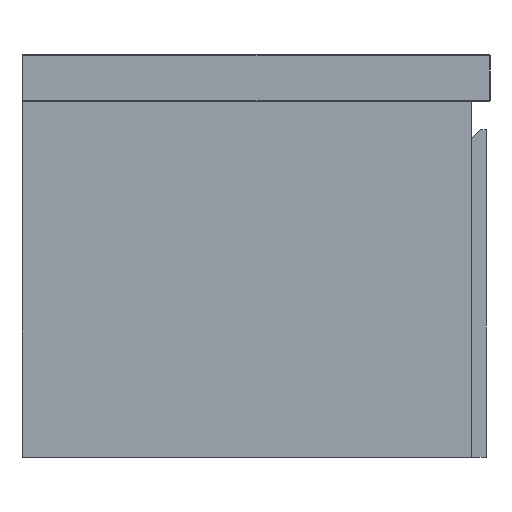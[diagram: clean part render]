
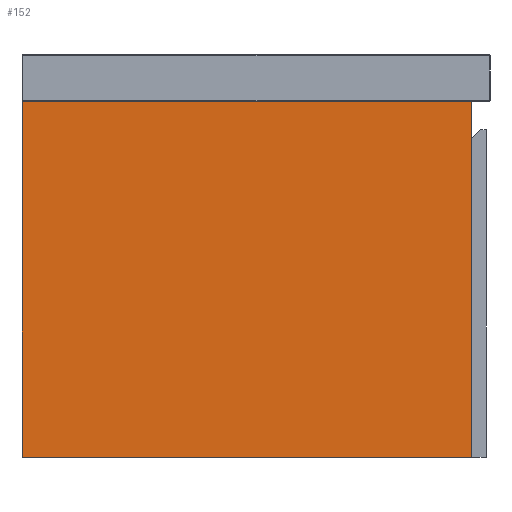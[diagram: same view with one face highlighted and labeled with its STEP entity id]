
A CAD part, left-side view. The second image highlights one B-rep face of the part: STEP entity #152.
In plain terms, the highlighted planar face has unit normal (-1, 0, 0).
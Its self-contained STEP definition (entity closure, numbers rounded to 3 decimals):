
#152=ADVANCED_FACE('',(#211),#886,.T.);
#211=FACE_OUTER_BOUND('',#270,.T.);
#270=EDGE_LOOP('',(#450,#451,#452,#453));
#450=ORIENTED_EDGE('',*,*,#619,.F.);
#451=ORIENTED_EDGE('',*,*,#606,.T.);
#452=ORIENTED_EDGE('',*,*,#617,.T.);
#453=ORIENTED_EDGE('',*,*,#618,.F.);
#606=EDGE_CURVE('',#819,#818,#727,.T.);
#617=EDGE_CURVE('',#818,#826,#738,.T.);
#618=EDGE_CURVE('',#827,#826,#739,.T.);
#619=EDGE_CURVE('',#819,#827,#740,.T.);
#727=B_SPLINE_CURVE_WITH_KNOTS('',1,(#1712,#1713),.UNSPECIFIED.,.F.,.F.,
(2,2),(-380.,0.),.UNSPECIFIED.);
#738=B_SPLINE_CURVE_WITH_KNOTS('',1,(#1734,#1735),.UNSPECIFIED.,.F.,.F.,
(2,2),(-480.,0.),.UNSPECIFIED.);
#739=B_SPLINE_CURVE_WITH_KNOTS('',1,(#1736,#1737),.UNSPECIFIED.,.F.,.F.,
(2,2),(-380.,0.),.UNSPECIFIED.);
#740=B_SPLINE_CURVE_WITH_KNOTS('',1,(#1738,#1739),.UNSPECIFIED.,.F.,.F.,
(2,2),(-480.,0.),.UNSPECIFIED.);
#818=VERTEX_POINT('',#1692);
#819=VERTEX_POINT('',#1693);
#826=VERTEX_POINT('',#1700);
#827=VERTEX_POINT('',#1701);
#886=PLANE('',#1066);
#1066=AXIS2_PLACEMENT_3D('',#1681,#1140,$);
#1140=DIRECTION('',(-1.,0.,0.));
#1681=CARTESIAN_POINT('',(-744.,-228.,528.));
#1692=CARTESIAN_POINT('',(-744.,190.,480.));
#1693=CARTESIAN_POINT('',(-744.,-190.,480.));
#1700=CARTESIAN_POINT('',(-744.,190.,0.));
#1701=CARTESIAN_POINT('',(-744.,-190.,0.));
#1712=CARTESIAN_POINT('',(-744.,-190.,480.));
#1713=CARTESIAN_POINT('',(-744.,190.,480.));
#1734=CARTESIAN_POINT('',(-744.,190.,480.));
#1735=CARTESIAN_POINT('',(-744.,190.,0.));
#1736=CARTESIAN_POINT('',(-744.,-190.,0.));
#1737=CARTESIAN_POINT('',(-744.,190.,0.));
#1738=CARTESIAN_POINT('',(-744.,-190.,480.));
#1739=CARTESIAN_POINT('',(-744.,-190.,0.));
